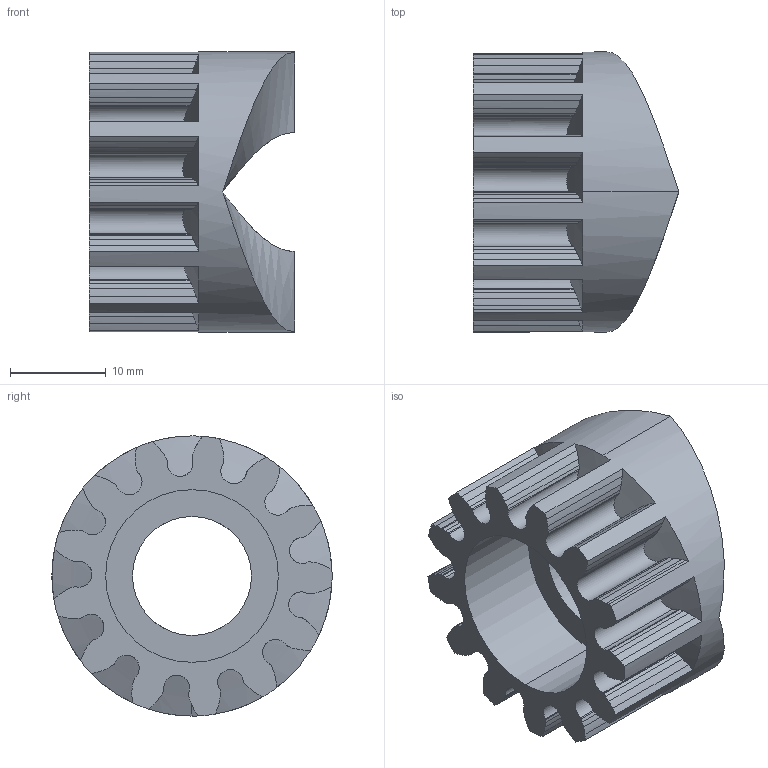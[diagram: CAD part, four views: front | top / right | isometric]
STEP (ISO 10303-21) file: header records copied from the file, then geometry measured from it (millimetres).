
FILE_DESCRIPTION (( 'STEP AP203' ), '1' );
FILE_NAME ('Zahnrad_Gerade.STEP', '2021-10-15T07:32:24', ( '' ), ( '' ), 'SwSTEP 2.0', 'SolidWorks 2020', '' );
FILE_SCHEMA (( 'CONFIG_CONTROL_DESIGN' ));
Length unit declared in the file: millimetre
Products named in the file (1): Zahnrad_Gerade
Bounding box: 21.4 x 29.2 x 29.2 mm (x, y, z)
Volume: 6660 mm3; surface area: 4244.7 mm2
Topology: 1 solids, 1 shells, 196 faces, 577 edges, 383 vertices
Faces by surface type: cylinder 163, plane 15, cone 14, bspline 4
Entity records: 7811 total; most frequent: CARTESIAN_POINT 2675, ORIENTED_EDGE 1154, DIRECTION 986, EDGE_CURVE 577, AXIS2_PLACEMENT_3D 384, VERTEX_POINT 383, VECTOR 218, LINE 218
